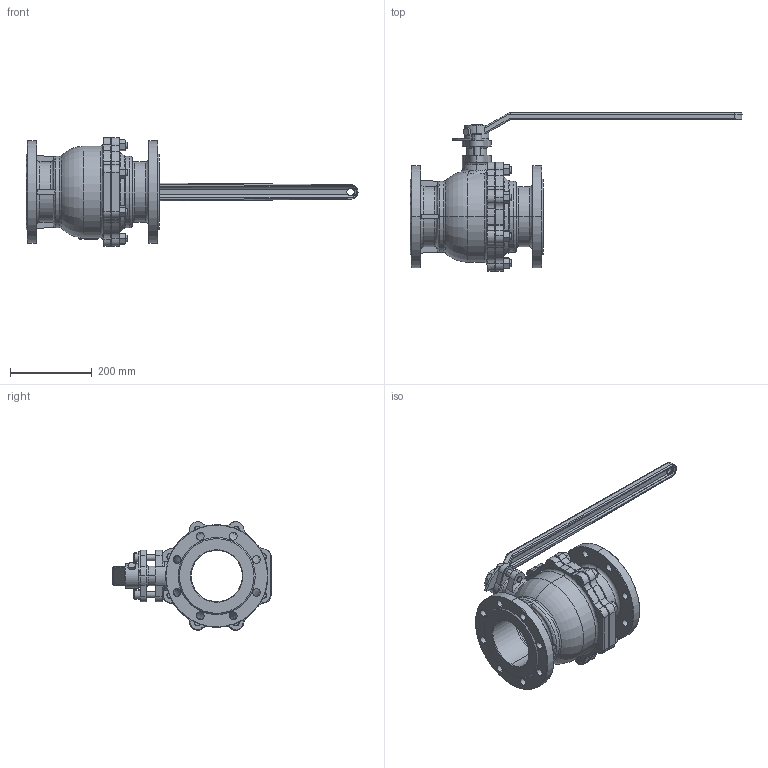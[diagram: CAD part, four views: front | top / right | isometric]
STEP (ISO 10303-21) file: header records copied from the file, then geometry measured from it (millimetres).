
FILE_DESCRIPTION (( 'STEP AP203' ), '1' );
FILE_NAME ('肅125蚾饜极.STEP', '2023-08-23T07:05:52', ( '' ), ( '' ), 'SwSTEP 2.0', 'SolidWorks 2021', '' );
FILE_SCHEMA (( 'CONFIG_CONTROL_DESIGN' ));
Length unit declared in the file: millimetre
Products named in the file (11): double end studs bm=1.25d gb_GB_FASTENER_BOLT_DESBB A M16X40-N; 肅125酘概极; 日125借德125手柄; hex nuts, style 1-grades ab gb_GB_FASTENER_NUT_SNAB1 M16-N; hexagon head bolts-full thread gb_GB_FASTENER_BOLT_STBAB A M12X35-N; 肅125蚾饜极; hexagon socket head cap screws gb_GB_FASTENER_SCREWS_HSHCS M16X55-N; 肅125衵概极; 日125借德125阀杆; 日125借德125填料压盖; 日125借德125限位块
Assembly tree (25 placements, depth 2):
  肅125蚾饜极
    肅125酘概极
    肅125衵概极
    日125借德125阀杆
    日125借德125填料压盖
    日125借德125限位块
    日125借德125手柄
    double end studs bm=1.25d gb_GB_FASTENER_BOLT_DESBB A M16X40-N  x8
    hex nuts, style 1-grades ab gb_GB_FASTENER_NUT_SNAB1 M16-N  x8
    hexagon socket head cap screws gb_GB_FASTENER_SCREWS_HSHCS M16X55-N  x2
    hexagon head bolts-full thread gb_GB_FASTENER_BOLT_STBAB A M12X35-N
Bounding box: 810.25 x 386.02 x 265.27 mm (x, y, z)
Volume: 5134654.3 mm3; surface area: 864414.9 mm2
Topology: 25 solids, 25 shells, 1056 faces, 2613 edges, 1623 vertices
Faces by surface type: cylinder 359, plane 353, cone 196, torus 97, bspline 49, sphere 2
Entity records: 28968 total; most frequent: CARTESIAN_POINT 8195, DIRECTION 4095, ORIENTED_EDGE 4014, EDGE_CURVE 2007, AXIS2_PLACEMENT_3D 1569, VERTEX_POINT 1282, VECTOR 957, LINE 957
